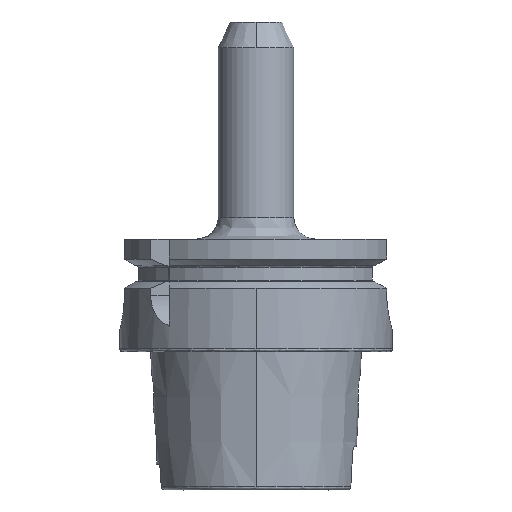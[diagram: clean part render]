
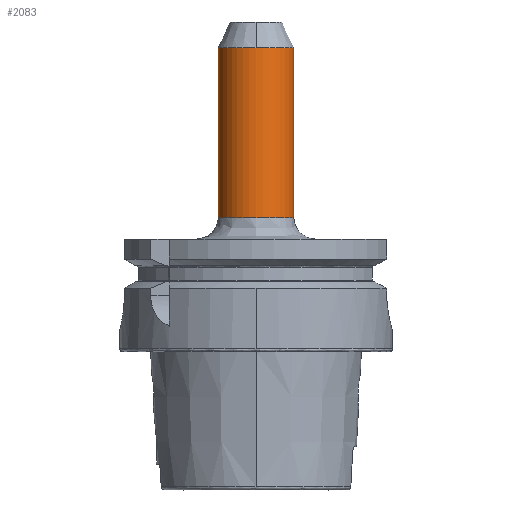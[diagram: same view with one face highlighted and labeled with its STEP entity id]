
A CAD part, front view. The second image highlights one B-rep face of the part: STEP entity #2083.
In plain terms, the highlighted cylindrical face has radius 8.763 mm (diameter 17.526 mm), a partial arc.
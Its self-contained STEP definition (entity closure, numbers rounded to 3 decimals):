
#263 = DIRECTION ( 'NONE',  ( -1., 0., 0. ) ) ;
#383 = VECTOR ( 'NONE', #5206, 1000. ) ;
#418 = CARTESIAN_POINT ( 'NONE',  ( -8.763, 0., 70.275 ) ) ;
#554 = ORIENTED_EDGE ( 'NONE', *, *, #800, .F. ) ;
#661 = AXIS2_PLACEMENT_3D ( 'NONE', #4064, #2307, #3829 ) ;
#667 = CARTESIAN_POINT ( 'NONE',  ( -8.763, 0., 70.275 ) ) ;
#744 = CARTESIAN_POINT ( 'NONE',  ( -8.763, 0., 31. ) ) ;
#800 = EDGE_CURVE ( 'NONE', #2221, #4942, #899, .T. ) ;
#879 = CARTESIAN_POINT ( 'NONE',  ( 8.763, 0., 70.275 ) ) ;
#899 = CIRCLE ( 'NONE', #1222, 8.763 ) ;
#1222 = AXIS2_PLACEMENT_3D ( 'NONE', #5208, #2730, #263 ) ;
#1345 = FACE_OUTER_BOUND ( 'NONE', #3897, .T. ) ;
#1540 = AXIS2_PLACEMENT_3D ( 'NONE', #2437, #5332, #2859 ) ;
#1563 = VERTEX_POINT ( 'NONE', #744 ) ;
#1714 = ORIENTED_EDGE ( 'NONE', *, *, #3439, .F. ) ;
#1958 = CARTESIAN_POINT ( 'NONE',  ( 0., 0., 31. ) ) ;
#1995 = CIRCLE ( 'NONE', #1540, 8.763 ) ;
#2083 = ADVANCED_FACE ( 'NONE', ( #1345 ), #3416, .T. ) ;
#2218 = ORIENTED_EDGE ( 'NONE', *, *, #2313, .T. ) ;
#2221 = VERTEX_POINT ( 'NONE', #3565 ) ;
#2307 = DIRECTION ( 'NONE',  ( 0., 0., -1. ) ) ;
#2313 = EDGE_CURVE ( 'NONE', #1563, #4713, #4142, .T. ) ;
#2344 = CARTESIAN_POINT ( 'NONE',  ( 8.763, 0., 31. ) ) ;
#2372 = DIRECTION ( 'NONE',  ( 0., -1., 0. ) ) ;
#2437 = CARTESIAN_POINT ( 'NONE',  ( 0., 0., 70.275 ) ) ;
#2441 = VECTOR ( 'NONE', #3996, 1000. ) ;
#2689 = LINE ( 'NONE', #2728, #383 ) ;
#2728 = CARTESIAN_POINT ( 'NONE',  ( 8.763, 0., 70.275 ) ) ;
#2730 = DIRECTION ( 'NONE',  ( 0., 0., 1. ) ) ;
#2859 = DIRECTION ( 'NONE',  ( -1., 0., 0. ) ) ;
#3156 = AXIS2_PLACEMENT_3D ( 'NONE', #1958, #4855, #2372 ) ;
#3416 = CYLINDRICAL_SURFACE ( 'NONE', #661, 8.763 ) ;
#3439 = EDGE_CURVE ( 'NONE', #4862, #2221, #1995, .T. ) ;
#3565 = CARTESIAN_POINT ( 'NONE',  ( 0., -8.763, 70.275 ) ) ;
#3829 = DIRECTION ( 'NONE',  ( -1., 0., 0. ) ) ;
#3897 = EDGE_LOOP ( 'NONE', ( #4024, #554, #1714, #4998, #2218 ) ) ;
#3996 = DIRECTION ( 'NONE',  ( 0., 0., -1. ) ) ;
#4024 = ORIENTED_EDGE ( 'NONE', *, *, #4662, .F. ) ;
#4064 = CARTESIAN_POINT ( 'NONE',  ( 0., 0., 70.275 ) ) ;
#4142 = CIRCLE ( 'NONE', #3156, 8.763 ) ;
#4634 = LINE ( 'NONE', #667, #2441 ) ;
#4662 = EDGE_CURVE ( 'NONE', #4942, #4713, #2689, .T. ) ;
#4697 = EDGE_CURVE ( 'NONE', #4862, #1563, #4634, .T. ) ;
#4713 = VERTEX_POINT ( 'NONE', #2344 ) ;
#4855 = DIRECTION ( 'NONE',  ( 0., 0., 1. ) ) ;
#4862 = VERTEX_POINT ( 'NONE', #418 ) ;
#4942 = VERTEX_POINT ( 'NONE', #879 ) ;
#4998 = ORIENTED_EDGE ( 'NONE', *, *, #4697, .T. ) ;
#5206 = DIRECTION ( 'NONE',  ( 0., 0., -1. ) ) ;
#5208 = CARTESIAN_POINT ( 'NONE',  ( 0., 0., 70.275 ) ) ;
#5332 = DIRECTION ( 'NONE',  ( 0., 0., 1. ) ) ;
